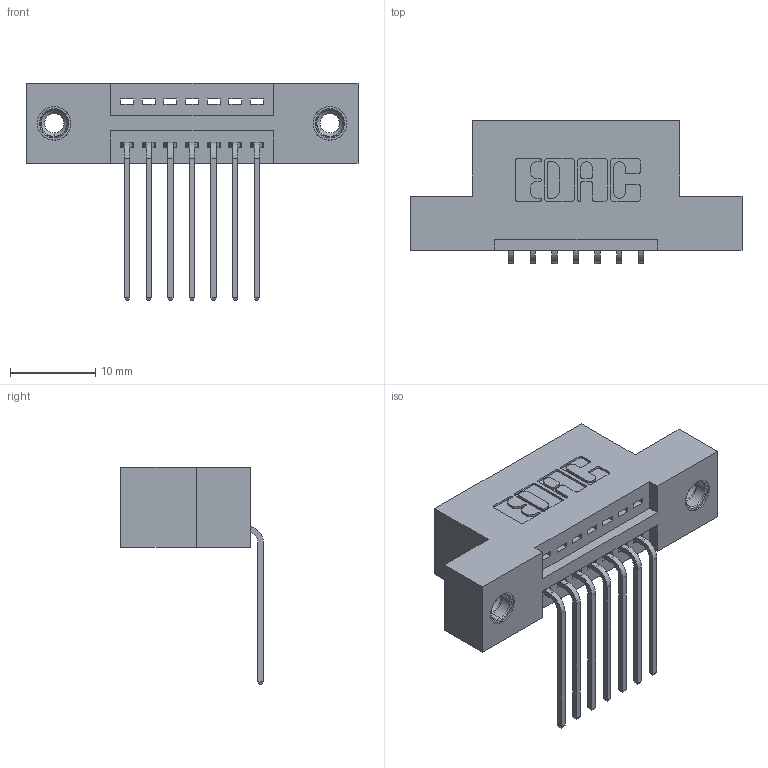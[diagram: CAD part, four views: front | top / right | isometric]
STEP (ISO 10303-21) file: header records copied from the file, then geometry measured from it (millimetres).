
FILE_DESCRIPTION (( 'STEP AP203' ), '1' );
FILE_NAME ('345-007-559-108.STEP', '2019-10-03T17:57:56', ( '' ), ( '' ), 'SwSTEP 2.0', 'SolidWorks 2016', '' );
FILE_SCHEMA (( 'CONFIG_CONTROL_DESIGN' ));
Length unit declared in the file: inch
Products named in the file (4): 345-250-001_345-250-003-102; 345 Part_Flush Mounting Lugs - 0.156 Dia-TI; 345-292-001_558 559 Tail - 1; 345-007-559-108
Assembly tree (10 placements, depth 2):
  345-007-559-108
    345 Part_Flush Mounting Lugs - 0.156 Dia-TI
    345-292-001_558 559 Tail - 1  x7
    345-250-001_345-250-003-102  x2
Bounding box: 38.99 x 16.75 x 25.53 mm (x, y, z)
Volume: 3433.3 mm3; surface area: 4243.1 mm2
Topology: 10 solids, 10 shells, 606 faces, 1751 edges, 1150 vertices
Faces by surface type: plane 406, cylinder 184, cone 12, torus 4
Entity records: 11250 total; most frequent: CARTESIAN_POINT 1932, ORIENTED_EDGE 1866, DIRECTION 1765, EDGE_CURVE 933, LINE 753, VECTOR 753, VERTEX_POINT 616, AXIS2_PLACEMENT_3D 506
